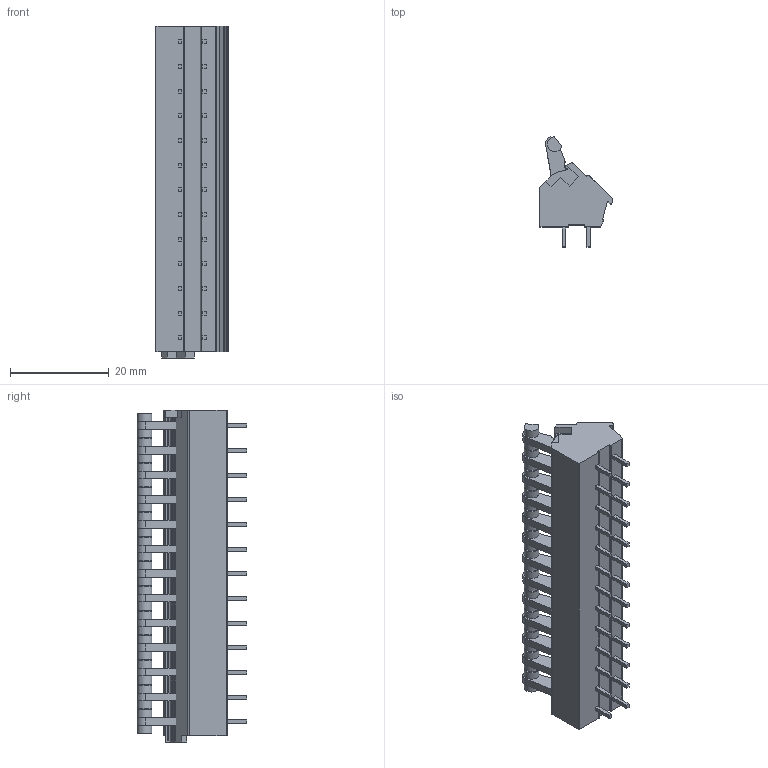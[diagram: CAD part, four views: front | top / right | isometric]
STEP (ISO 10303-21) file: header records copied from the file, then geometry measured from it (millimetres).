
FILE_DESCRIPTION((''),'2;1');
FILE_NAME('PRT0001','2024-10-15T10:01:45',('tluser'),(''),'CREO PARAMETRIC BY PTC INC, 2018100','CREO PARAMETRIC BY PTC INC, 2018100','');
FILE_SCHEMA(('CONFIG_CONTROL_DESIGN'));
Length unit declared in the file: millimetre
Products named in the file (1): PRT0001
Bounding box: 15 x 22.27 x 67.3 mm (x, y, z)
Volume: 9061.9 mm3; surface area: 5757.4 mm2
Topology: 1 solids, 1 shells, 997 faces, 2491 edges, 1535 vertices
Faces by surface type: plane 449, cylinder 418, bspline 65, sphere 26, torus 26, cone 13
Entity records: 37237 total; most frequent: CARTESIAN_POINT 13701, ORIENTED_EDGE 4982, DIRECTION 4801, EDGE_CURVE 2491, AXIS2_PLACEMENT_3D 1612, VECTOR 1577, LINE 1577, VERTEX_POINT 1535
